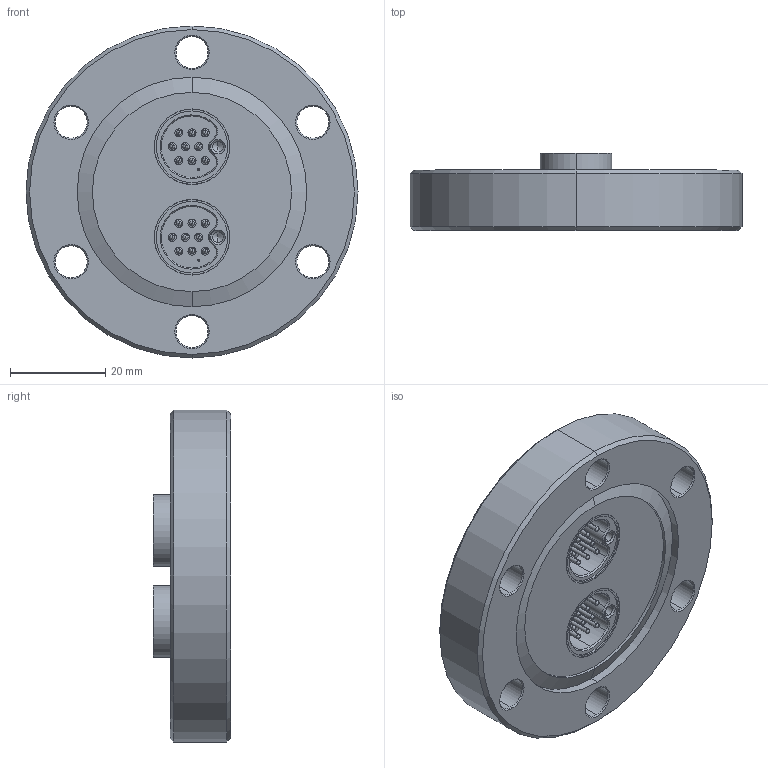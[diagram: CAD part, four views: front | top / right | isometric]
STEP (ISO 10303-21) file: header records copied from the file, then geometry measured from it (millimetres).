
FILE_DESCRIPTION (( 'STEP AP203' ), '1' );
FILE_NAME ('A2141-1-CF.STEP', '2013-04-12T12:16:17', ( '' ), ( '' ), 'SwSTEP 2.0', 'SolidWorks 2012', '' );
FILE_SCHEMA (( 'CONFIG_CONTROL_DESIGN' ));
Length unit declared in the file: inch
Products named in the file (1): A2141-1-CF
Bounding box: 69.85 x 16.23 x 69.85 mm (x, y, z)
Volume: 41519.8 mm3; surface area: 16126.1 mm2
Topology: 1 solids, 3 shells, 496 faces, 1252 edges, 729 vertices
Faces by surface type: cylinder 248, cone 105, torus 72, bspline 54, plane 17
Entity records: 15338 total; most frequent: CARTESIAN_POINT 3408, DIRECTION 2807, ORIENTED_EDGE 2328, AXIS2_PLACEMENT_3D 1228, EDGE_CURVE 1164, CIRCLE 785, VERTEX_POINT 729, EDGE_LOOP 567
